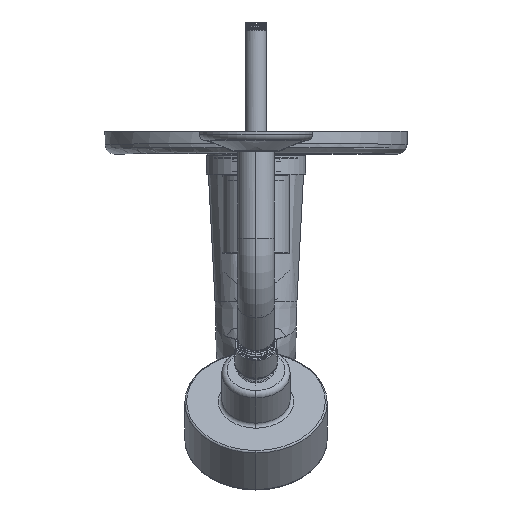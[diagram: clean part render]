
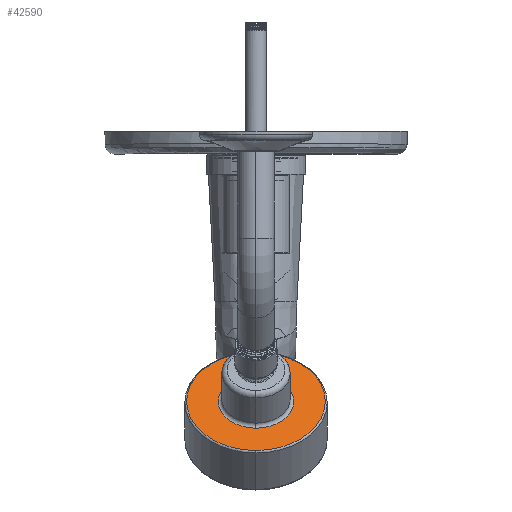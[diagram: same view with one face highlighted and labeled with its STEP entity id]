
A CAD part, front view. The second image highlights one B-rep face of the part: STEP entity #42590.
In plain terms, the highlighted face is planar.
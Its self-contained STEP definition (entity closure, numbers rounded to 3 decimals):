
#38878=CARTESIAN_POINT('',(-39.,31.,-0.017));
#38879=CARTESIAN_POINT('',(-39.,31.,-0.011));
#38880=CARTESIAN_POINT('',(-39.,31.,-0.006));
#38881=CARTESIAN_POINT('',(-39.,31.,0.));
#38898=CARTESIAN_POINT('',(0.,31.,0.));
#38899=DIRECTION('',(0.,-1.,0.));
#38900=DIRECTION('',(-1.,0.,0.));
#38901=AXIS2_PLACEMENT_3D('',#38898,#38899,#38900);
#38903=CARTESIAN_POINT('',(0.,31.,0.));
#38904=DIRECTION('',(0.,-1.,0.));
#38905=DIRECTION('',(1.,0.,0.));
#38906=AXIS2_PLACEMENT_3D('',#38903,#38904,#38905);
#38908=CARTESIAN_POINT('',(0.,31.,0.));
#38909=DIRECTION('',(0.,1.,0.));
#38910=DIRECTION('',(1.,0.,-0.001));
#38911=AXIS2_PLACEMENT_3D('',#38908,#38909,#38910);
#38913=CARTESIAN_POINT('',(0.,31.,0.));
#38914=DIRECTION('',(0.,1.,0.));
#38915=DIRECTION('',(-1.,0.,0.001));
#38916=AXIS2_PLACEMENT_3D('',#38913,#38914,#38915);
#38918=CARTESIAN_POINT('',(39.,31.,0.017));
#38919=CARTESIAN_POINT('',(39.,31.,0.011));
#38920=CARTESIAN_POINT('',(39.,31.,0.006));
#38921=CARTESIAN_POINT('',(39.,31.,0.));
#38972=CARTESIAN_POINT('',(21.25,31.,-0.018));
#38973=CARTESIAN_POINT('',(21.25,31.,-0.012));
#38974=CARTESIAN_POINT('',(21.25,31.,-0.006));
#38975=CARTESIAN_POINT('',(21.25,31.,0.));
#39000=CARTESIAN_POINT('',(-21.25,31.,0.018));
#39001=CARTESIAN_POINT('',(-21.25,31.,0.012));
#39002=CARTESIAN_POINT('',(-21.25,31.,0.006));
#39003=CARTESIAN_POINT('',(-21.25,31.,0.));
#41760=CARTESIAN_POINT('',(-39.,31.,-0.017));
#41761=CARTESIAN_POINT('',(39.,31.,0.));
#41762=VERTEX_POINT('',#41760);
#41763=VERTEX_POINT('',#41761);
#41764=VERTEX_POINT('',#38881);
#41765=CARTESIAN_POINT('',(39.,31.,0.017));
#41766=VERTEX_POINT('',#41765);
#41767=CARTESIAN_POINT('',(21.25,31.,-0.018));
#41768=CARTESIAN_POINT('',(-21.25,31.,0.));
#41769=VERTEX_POINT('',#41767);
#41770=VERTEX_POINT('',#41768);
#41771=VERTEX_POINT('',#38975);
#41772=CARTESIAN_POINT('',(-21.25,31.,0.018));
#41773=VERTEX_POINT('',#41772);
#42567=CARTESIAN_POINT('',(0.,31.,0.));
#42568=DIRECTION('',(0.,1.,0.));
#42569=DIRECTION('',(1.,0.,0.));
#42570=AXIS2_PLACEMENT_3D('',#42567,#42568,#42569);
#42571=PLANE('',#42570);
#42572=ORIENTED_EDGE('',*,*,#42556,.F.);
#42573=ORIENTED_EDGE('',*,*,#42554,.T.);
#42575=ORIENTED_EDGE('',*,*,#42574,.F.);
#42577=ORIENTED_EDGE('',*,*,#42576,.T.);
#42578=EDGE_LOOP('',(#42572,#42573,#42575,#42577));
#42579=FACE_OUTER_BOUND('',#42578,.F.);
#42581=ORIENTED_EDGE('',*,*,#42580,.F.);
#42583=ORIENTED_EDGE('',*,*,#42582,.T.);
#42585=ORIENTED_EDGE('',*,*,#42584,.F.);
#42587=ORIENTED_EDGE('',*,*,#42586,.T.);
#42588=EDGE_LOOP('',(#42581,#42583,#42585,#42587));
#42589=FACE_BOUND('',#42588,.F.);
#42590=ADVANCED_FACE('',(#42579,#42589),#42571,.T.);
#38882=B_SPLINE_CURVE_WITH_KNOTS('',3,(#38878,#38879,#38880,#38881),
.UNSPECIFIED.,.F.,.F.,(4,4),(0.,1.),.UNSPECIFIED.);
#38902=CIRCLE('',#38901,39.);
#38907=CIRCLE('',#38906,39.);
#38912=CIRCLE('',#38911,21.25);
#38917=CIRCLE('',#38916,21.25);
#38922=B_SPLINE_CURVE_WITH_KNOTS('',3,(#38918,#38919,#38920,#38921),
.UNSPECIFIED.,.F.,.F.,(4,4),(0.,1.),.UNSPECIFIED.);
#38976=B_SPLINE_CURVE_WITH_KNOTS('',3,(#38972,#38973,#38974,#38975),
.UNSPECIFIED.,.F.,.F.,(4,4),(0.,1.),.UNSPECIFIED.);
#39004=B_SPLINE_CURVE_WITH_KNOTS('',3,(#39000,#39001,#39002,#39003),
.UNSPECIFIED.,.F.,.F.,(4,4),(0.,1.),.UNSPECIFIED.);
#42554=EDGE_CURVE('',#41762,#41763,#38902,.T.);
#42556=EDGE_CURVE('',#41762,#41764,#38882,.T.);
#42574=EDGE_CURVE('',#41766,#41763,#38922,.T.);
#42576=EDGE_CURVE('',#41766,#41764,#38907,.T.);
#42580=EDGE_CURVE('',#41769,#41771,#38976,.T.);
#42582=EDGE_CURVE('',#41769,#41770,#38912,.T.);
#42584=EDGE_CURVE('',#41773,#41770,#39004,.T.);
#42586=EDGE_CURVE('',#41773,#41771,#38917,.T.);
